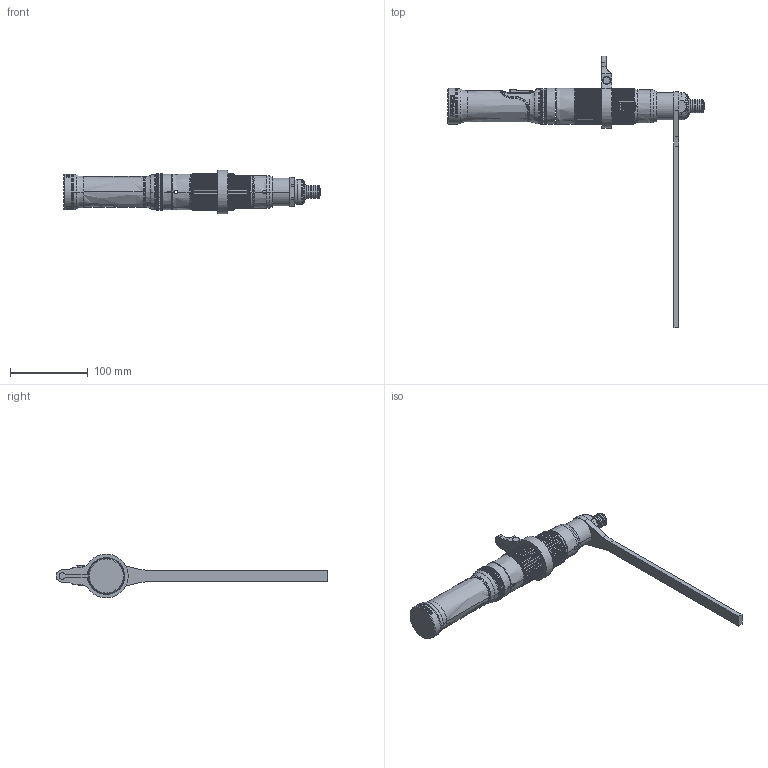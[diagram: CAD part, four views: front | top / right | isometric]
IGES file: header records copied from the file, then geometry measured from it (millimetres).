
Start section:  PTC IGES file: 18ese12q-17q.igs
Global section: file name: 18ese12q-17q.igs; native system: Pro/ENGINEER by Parametric Technology Corporation; preprocessor: 2008400; author: BBFF4; organization: Unknown; date: 20091020.125007; units: inch
Bounding box: 330.2 x 350.39 x 56.48 mm (x, y, z)
Surface area: 84749.3 mm2 (no closed solid volume)
Topology: 0 solids, 0 shells, 803 faces, 4006 edges, 4004 vertices
Faces by surface type: revolution 425, bspline 378
